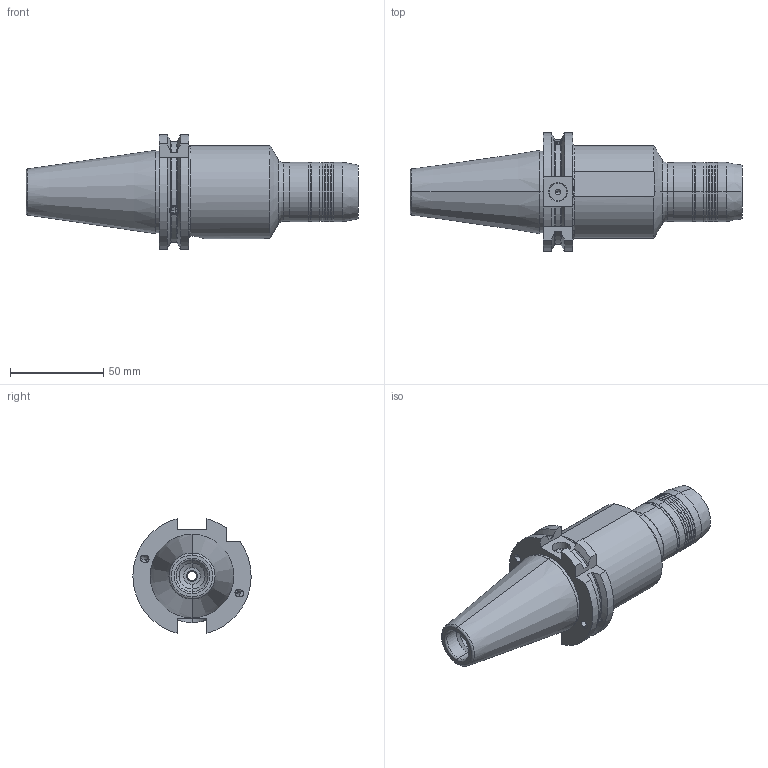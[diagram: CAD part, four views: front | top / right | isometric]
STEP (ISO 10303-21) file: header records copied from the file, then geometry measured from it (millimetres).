
FILE_DESCRIPTION (( 'STEP AP214' ), '1' );
FILE_NAME ('01.02.2019_28.05.043.304.STEP', '2019-02-01T14:33:45', ( '' ), ( '' ), 'SwSTEP 2.0', 'SolidWorks 2014', '' );
FILE_SCHEMA (( 'AUTOMOTIVE_DESIGN' ));
Length unit declared in the file: millimetre
Products named in the file (1): 01.02.2019_28.05.043.304
Bounding box: 178.4 x 63.54 x 61.48 mm (x, y, z)
Volume: 212950.3 mm3; surface area: 41617 mm2
Topology: 5 solids, 6 shells, 325 faces, 757 edges, 449 vertices
Faces by surface type: plane 108, cylinder 100, cone 83, torus 28, bspline 6
Entity records: 13569 total; most frequent: CARTESIAN_POINT 2625, DIRECTION 1558, ORIENTED_EDGE 1498, EDGE_CURVE 749, AXIS2_PLACEMENT_3D 612, VERTEX_POINT 449, EDGE_LOOP 352, VECTOR 334
